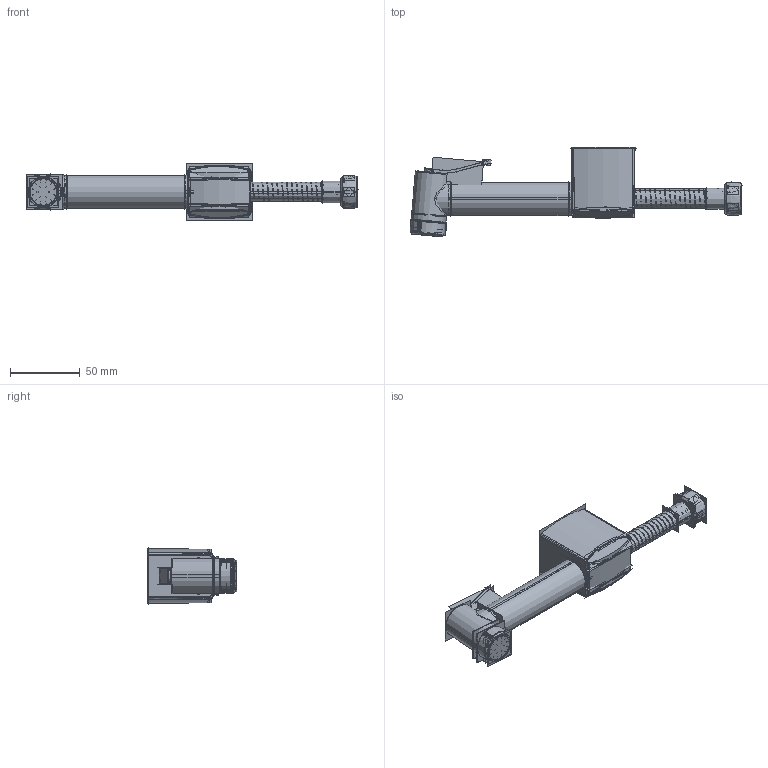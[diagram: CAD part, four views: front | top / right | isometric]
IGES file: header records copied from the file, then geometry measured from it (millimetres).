
Start section:  PTC IGES file: A45747.igs
Global section: file name: A45747.igs; native system: Creo Parametric by PTC Inc.; preprocessor: 2017380; author: gurkan.saylisoy; organization: Unknown; date: 20211206.122157; units: millimetre
Bounding box: 237.9 x 64.13 x 40.8 mm (x, y, z)
Surface area: 347323.4 mm2 (no closed solid volume)
Topology: 0 solids, 0 shells, 1830 faces, 25238 edges, 33115 vertices
Faces by surface type: revolution 1054, bspline 764, extrusion 12
